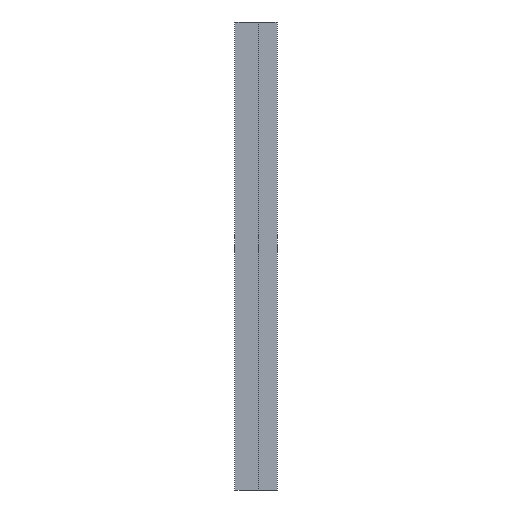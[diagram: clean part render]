
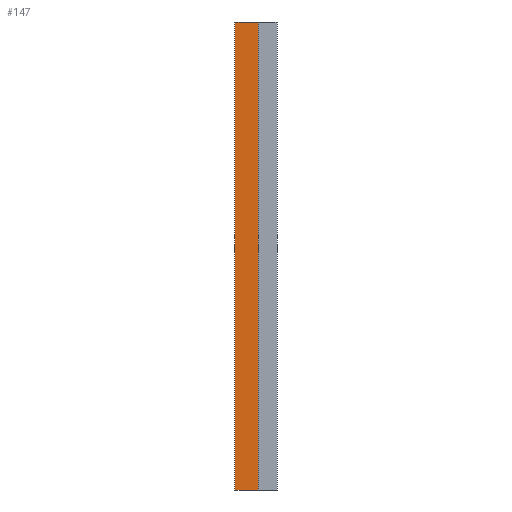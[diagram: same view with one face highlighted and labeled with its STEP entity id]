
A CAD part, left-side view. The second image highlights one B-rep face of the part: STEP entity #147.
In plain terms, the highlighted planar face has unit normal (-1, 0, 0).
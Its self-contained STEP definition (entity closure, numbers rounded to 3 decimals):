
#108=CARTESIAN_POINT('',(-17.498,17.402,0.));
#109=DIRECTION('',(-1.0,0.0,0.0));
#110=DIRECTION('',(0.0,0.0,1.0));
#111=AXIS2_PLACEMENT_3D('',#108,#109,#110);
#112=PLANE('',#111);
#113=CARTESIAN_POINT('',(-17.498,17.402,1000.0));
#114=VERTEX_POINT('',#113);
#115=CARTESIAN_POINT('',(-17.498,17.402,0.0));
#116=VERTEX_POINT('',#115);
#117=CARTESIAN_POINT('',(-17.498,17.402,1000.0));
#118=DIRECTION('',(0.0,0.0,-1.0));
#119=VECTOR('',#118,1000.0);
#120=LINE('',#117,#119);
#121=EDGE_CURVE('',#114,#116,#120,.T.);
#122=ORIENTED_EDGE('',*,*,#121,.F.);
#123=CARTESIAN_POINT('',(-17.498,67.402,1000.0));
#124=VERTEX_POINT('',#123);
#125=CARTESIAN_POINT('',(-17.498,17.402,1000.0));
#126=DIRECTION('',(0.0,1.0,0.0));
#127=VECTOR('',#126,50.0);
#128=LINE('',#125,#127);
#129=EDGE_CURVE('',#114,#124,#128,.T.);
#130=ORIENTED_EDGE('',*,*,#129,.T.);
#131=CARTESIAN_POINT('',(-17.498,67.402,0.0));
#132=VERTEX_POINT('',#131);
#133=CARTESIAN_POINT('',(-17.498,67.402,0.));
#134=DIRECTION('',(0.0,0.0,1.0));
#135=VECTOR('',#134,1000.0);
#136=LINE('',#133,#135);
#137=EDGE_CURVE('',#132,#124,#136,.T.);
#138=ORIENTED_EDGE('',*,*,#137,.F.);
#139=CARTESIAN_POINT('',(-17.498,17.402,0.0));
#140=DIRECTION('',(0.0,1.0,0.0));
#141=VECTOR('',#140,50.0);
#142=LINE('',#139,#141);
#143=EDGE_CURVE('',#116,#132,#142,.T.);
#144=ORIENTED_EDGE('',*,*,#143,.F.);
#145=EDGE_LOOP('',(#122,#130,#138,#144));
#146=FACE_OUTER_BOUND('',#145,.T.);
#147=ADVANCED_FACE('',(#146),#112,.T.);
